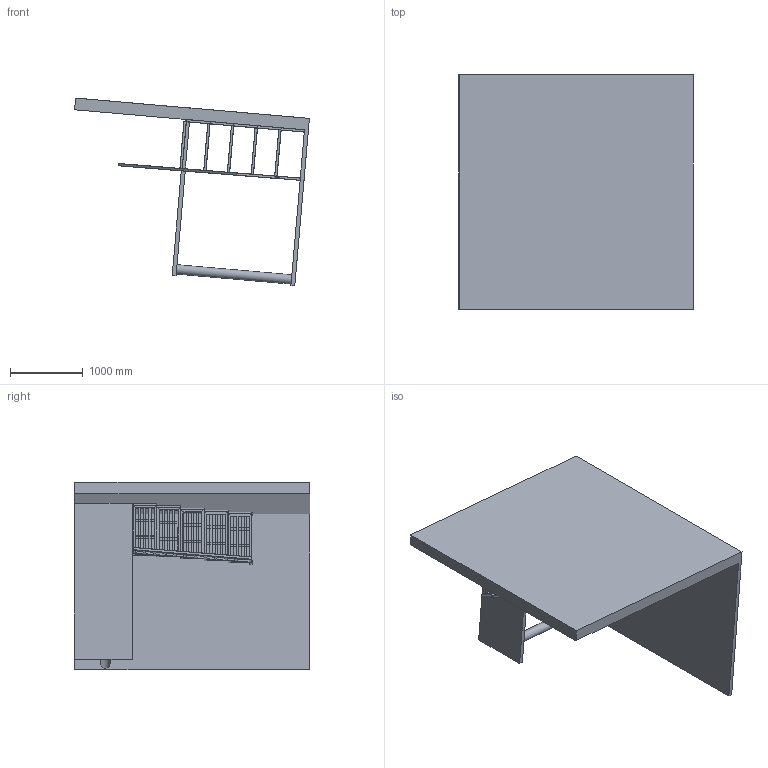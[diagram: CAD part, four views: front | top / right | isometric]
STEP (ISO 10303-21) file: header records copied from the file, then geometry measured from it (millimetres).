
FILE_DESCRIPTION(('FreeCAD Model'),'2;1');
FILE_NAME('Open CASCADE Shape Model','2025-05-01T21:06:21',('FreeCAD'),( 'FreeCAD'),'Open CASCADE STEP processor 7.6','FreeCAD','Unknown');
FILE_SCHEMA(('AUTOMOTIVE_DESIGN { 1 0 10303 214 1 1 1 1 }'));
Length unit declared in the file: millimetre
Products named in the file (1): Open CASCADE STEP translator 7.6 1
Bounding box: 3218.67 x 3222.96 x 2576.49 mm (x, y, z)
Volume: 2171337425.6 mm3; surface area: 49566914.7 mm2
Topology: 85 solids, 85 shells, 730 faces, 1680 edges, 1120 vertices
Faces by surface type: bspline 730
Entity records: 18612 total; most frequent: CARTESIAN_POINT 7449, ORIENTED_EDGE 3360, EDGE_CURVE 1680, B_SPLINE_CURVE_WITH_KNOTS 1676, VERTEX_POINT 1120, FACE_BOUND 842, EDGE_LOOP 842, ADVANCED_FACE 730
